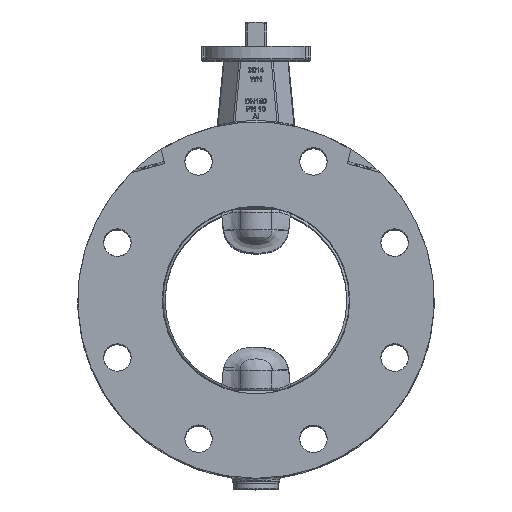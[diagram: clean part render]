
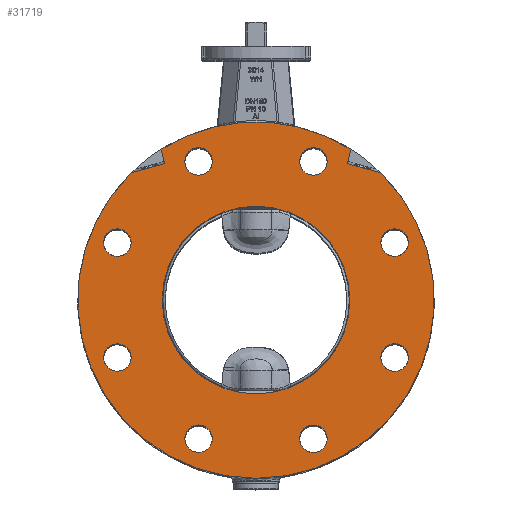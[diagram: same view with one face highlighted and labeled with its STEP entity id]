
A CAD part, top view. The second image highlights one B-rep face of the part: STEP entity #31719.
In plain terms, the highlighted planar face has unit normal (0, 0, 1).
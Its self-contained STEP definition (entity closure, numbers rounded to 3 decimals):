
#31302=CARTESIAN_POINT('',(-99.656,101.857,62.));
#31303=VERTEX_POINT('',#31302);
#31311=CARTESIAN_POINT('',(-72.914,109.023,62.));
#31312=VERTEX_POINT('',#31311);
#31313=CARTESIAN_POINT('',(-99.656,101.857,62.));
#31314=DIRECTION('',(0.966,0.259,0.));
#31315=VECTOR('',#31314,27.686);
#31316=LINE('',#31313,#31315);
#31317=EDGE_CURVE('',#31312,#31303,#31316,.F.);
#31337=CARTESIAN_POINT('',(-76.,120.541,62.));
#31338=VERTEX_POINT('',#31337);
#31339=CARTESIAN_POINT('',(-76.,120.541,62.));
#31340=DIRECTION('',(0.259,-0.966,0.0));
#31341=VECTOR('',#31340,11.925);
#31342=LINE('',#31339,#31341);
#31343=EDGE_CURVE('',#31338,#31312,#31342,.T.);
#31361=CARTESIAN_POINT('',(72.914,109.023,62.));
#31362=VERTEX_POINT('',#31361);
#31363=CARTESIAN_POINT('',(76.,120.541,62.));
#31364=VERTEX_POINT('',#31363);
#31365=CARTESIAN_POINT('',(72.914,109.023,62.));
#31366=DIRECTION('',(0.259,0.966,0.0));
#31367=VECTOR('',#31366,11.925);
#31368=LINE('',#31365,#31367);
#31369=EDGE_CURVE('',#31362,#31364,#31368,.T.);
#31392=CARTESIAN_POINT('',(99.656,101.857,62.));
#31393=VERTEX_POINT('',#31392);
#31394=CARTESIAN_POINT('',(72.914,109.023,62.));
#31395=DIRECTION('',(0.966,-0.259,0.));
#31396=VECTOR('',#31395,27.686);
#31397=LINE('',#31394,#31396);
#31398=EDGE_CURVE('',#31393,#31362,#31397,.F.);
#31445=CARTESIAN_POINT('',(0.,0.,62.));
#31446=DIRECTION('',(0.0,0.0,-1.0));
#31447=DIRECTION('',(-1.0,0.0,0.0));
#31448=AXIS2_PLACEMENT_3D('',#31445,#31446,#31447);
#31449=CIRCLE('',#31448,142.5);
#31450=EDGE_CURVE('',#31338,#31364,#31449,.T.);
#31455=CARTESIAN_POINT('',(0.,0.,62.));
#31456=DIRECTION('',(0.0,0.0,-1.0));
#31457=DIRECTION('',(-1.0,0.0,0.0));
#31458=AXIS2_PLACEMENT_3D('',#31455,#31456,#31457);
#31459=CIRCLE('',#31458,142.5);
#31460=EDGE_CURVE('',#31393,#31303,#31459,.T.);
#31498=CARTESIAN_POINT('',(75.,0.,62.));
#31499=VERTEX_POINT('',#31498);
#31500=CARTESIAN_POINT('',(0.,0.,62.));
#31501=DIRECTION('',(0.0,0.0,-1.0));
#31502=DIRECTION('',(-1.0,0.0,0.0));
#31503=AXIS2_PLACEMENT_3D('',#31500,#31501,#31502);
#31504=CIRCLE('',#31503,75.0);
#31505=EDGE_CURVE('',#31499,#31499,#31504,.T.);
#31527=CARTESIAN_POINT('',(-38.144,103.087,62.));
#31528=VERTEX_POINT('',#31527);
#31529=CARTESIAN_POINT('',(-45.922,110.866,62.));
#31530=DIRECTION('',(0.,0.,-1.0));
#31531=DIRECTION('',(-0.707,0.707,0.));
#31532=AXIS2_PLACEMENT_3D('',#31529,#31530,#31531);
#31533=CIRCLE('',#31532,11.);
#31534=EDGE_CURVE('',#31528,#31528,#31533,.T.);
#31547=CARTESIAN_POINT('',(45.922,99.866,62.));
#31548=VERTEX_POINT('',#31547);
#31549=CARTESIAN_POINT('',(45.922,110.866,62.));
#31550=DIRECTION('',(0.0,0.0,-1.0));
#31551=DIRECTION('',(0.0,1.0,0.0));
#31552=AXIS2_PLACEMENT_3D('',#31549,#31550,#31551);
#31553=CIRCLE('',#31552,11.0);
#31554=EDGE_CURVE('',#31548,#31548,#31553,.T.);
#31567=CARTESIAN_POINT('',(103.087,38.144,62.));
#31568=VERTEX_POINT('',#31567);
#31569=CARTESIAN_POINT('',(110.866,45.922,62.));
#31570=DIRECTION('',(0.,0.,-1.0));
#31571=DIRECTION('',(0.707,0.707,0.));
#31572=AXIS2_PLACEMENT_3D('',#31569,#31570,#31571);
#31573=CIRCLE('',#31572,11.);
#31574=EDGE_CURVE('',#31568,#31568,#31573,.T.);
#31587=CARTESIAN_POINT('',(99.866,-45.922,62.));
#31588=VERTEX_POINT('',#31587);
#31589=CARTESIAN_POINT('',(110.866,-45.922,62.));
#31590=DIRECTION('',(0.0,0.0,-1.0));
#31591=DIRECTION('',(1.0,0.0,0.0));
#31592=AXIS2_PLACEMENT_3D('',#31589,#31590,#31591);
#31593=CIRCLE('',#31592,11.0);
#31594=EDGE_CURVE('',#31588,#31588,#31593,.T.);
#31607=CARTESIAN_POINT('',(38.144,-103.087,62.));
#31608=VERTEX_POINT('',#31607);
#31609=CARTESIAN_POINT('',(45.922,-110.866,62.));
#31610=DIRECTION('',(0.,0.,-1.0));
#31611=DIRECTION('',(0.707,-0.707,0.));
#31612=AXIS2_PLACEMENT_3D('',#31609,#31610,#31611);
#31613=CIRCLE('',#31612,11.0);
#31614=EDGE_CURVE('',#31608,#31608,#31613,.T.);
#31627=CARTESIAN_POINT('',(-45.922,-99.866,62.));
#31628=VERTEX_POINT('',#31627);
#31629=CARTESIAN_POINT('',(-45.922,-110.866,62.));
#31630=DIRECTION('',(0.0,0.0,-1.0));
#31631=DIRECTION('',(0.0,-1.0,0.0));
#31632=AXIS2_PLACEMENT_3D('',#31629,#31630,#31631);
#31633=CIRCLE('',#31632,11.0);
#31634=EDGE_CURVE('',#31628,#31628,#31633,.T.);
#31647=CARTESIAN_POINT('',(-103.087,-38.144,62.));
#31648=VERTEX_POINT('',#31647);
#31649=CARTESIAN_POINT('',(-110.866,-45.922,62.));
#31650=DIRECTION('',(0.,0.,-1.0));
#31651=DIRECTION('',(-0.707,-0.707,0.));
#31652=AXIS2_PLACEMENT_3D('',#31649,#31650,#31651);
#31653=CIRCLE('',#31652,11.0);
#31654=EDGE_CURVE('',#31648,#31648,#31653,.T.);
#31667=CARTESIAN_POINT('',(-99.866,45.922,62.));
#31668=VERTEX_POINT('',#31667);
#31669=CARTESIAN_POINT('',(-110.866,45.922,62.));
#31670=DIRECTION('',(0.0,0.0,-1.0));
#31671=DIRECTION('',(-1.0,0.0,0.0));
#31672=AXIS2_PLACEMENT_3D('',#31669,#31670,#31671);
#31673=CIRCLE('',#31672,11.0);
#31674=EDGE_CURVE('',#31668,#31668,#31673,.T.);
#31679=CARTESIAN_POINT('',(0.,0.,62.));
#31680=DIRECTION('',(0.0,0.0,-1.0));
#31681=DIRECTION('',(0.0,-1.0,0.0));
#31682=AXIS2_PLACEMENT_3D('',#31679,#31680,#31681);
#31683=PLANE('',#31682);
#31684=ORIENTED_EDGE('',*,*,#31317,.T.);
#31685=ORIENTED_EDGE('',*,*,#31460,.F.);
#31686=ORIENTED_EDGE('',*,*,#31398,.T.);
#31687=ORIENTED_EDGE('',*,*,#31369,.T.);
#31688=ORIENTED_EDGE('',*,*,#31450,.F.);
#31689=ORIENTED_EDGE('',*,*,#31343,.T.);
#31690=EDGE_LOOP('',(#31684,#31685,#31686,#31687,#31688,#31689));
#31691=FACE_OUTER_BOUND('',#31690,.T.);
#31692=ORIENTED_EDGE('',*,*,#31505,.T.);
#31693=EDGE_LOOP('',(#31692));
#31694=FACE_BOUND('',#31693,.T.);
#31695=ORIENTED_EDGE('',*,*,#31534,.T.);
#31696=EDGE_LOOP('',(#31695));
#31697=FACE_BOUND('',#31696,.T.);
#31698=ORIENTED_EDGE('',*,*,#31554,.T.);
#31699=EDGE_LOOP('',(#31698));
#31700=FACE_BOUND('',#31699,.T.);
#31701=ORIENTED_EDGE('',*,*,#31574,.T.);
#31702=EDGE_LOOP('',(#31701));
#31703=FACE_BOUND('',#31702,.T.);
#31704=ORIENTED_EDGE('',*,*,#31594,.T.);
#31705=EDGE_LOOP('',(#31704));
#31706=FACE_BOUND('',#31705,.T.);
#31707=ORIENTED_EDGE('',*,*,#31614,.T.);
#31708=EDGE_LOOP('',(#31707));
#31709=FACE_BOUND('',#31708,.T.);
#31710=ORIENTED_EDGE('',*,*,#31634,.T.);
#31711=EDGE_LOOP('',(#31710));
#31712=FACE_BOUND('',#31711,.T.);
#31713=ORIENTED_EDGE('',*,*,#31654,.T.);
#31714=EDGE_LOOP('',(#31713));
#31715=FACE_BOUND('',#31714,.T.);
#31716=ORIENTED_EDGE('',*,*,#31674,.T.);
#31717=EDGE_LOOP('',(#31716));
#31718=FACE_BOUND('',#31717,.T.);
#31719=ADVANCED_FACE('',(#31691,#31694,#31697,#31700,#31703,#31706,#31709,#31712,#31715,#31718),#31683,.F.);
